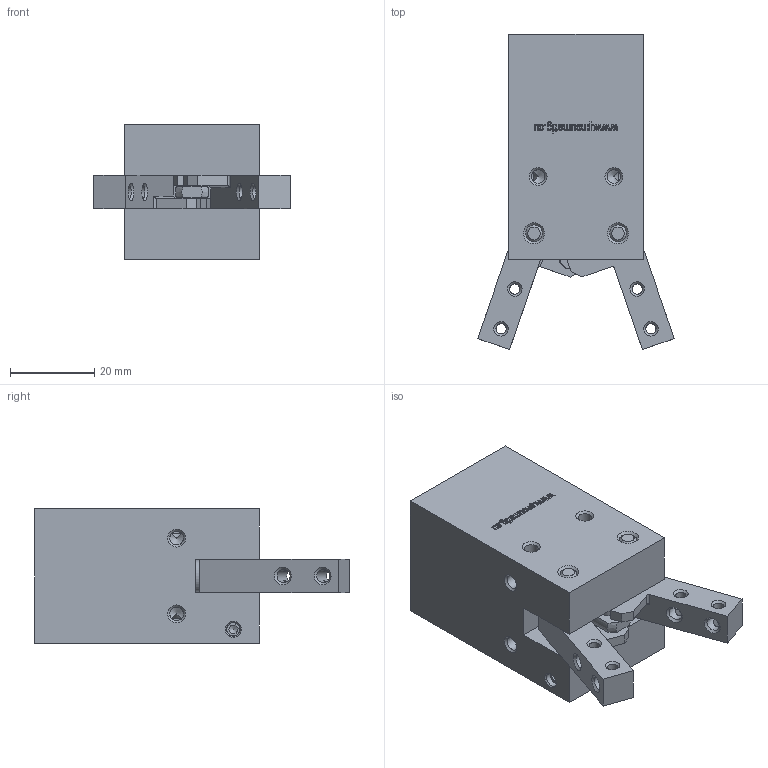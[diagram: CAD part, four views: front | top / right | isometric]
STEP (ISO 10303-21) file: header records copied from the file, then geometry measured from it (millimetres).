
FILE_DESCRIPTION(/* description */ (''),/* implementation_level */ '2;1');
FILE_NAME(/* name */ 'C-V-20-NA.stp',/* time_stamp */ '2017-02-17T09:59:36+01:00',/* author */ (''),/* organization */ (''),/* preprocessor_version */ 'ST-DEVELOPER v15.2',/* originating_system */ 'Autodesk Translator Framework v2.0.0.5431',/* authorisation */ '');
FILE_SCHEMA (('AUTOMOTIVE_DESIGN { 1 0 10303 214 3 1 1 }'));
Products named in the file (1): (Unsaved)
Bounding box: 46.74 x 74.91 x 32 mm (x, y, z)
Volume: 49006.5 mm3; surface area: 19487.2 mm2
Topology: 1 solids, 10 shells, 1426 faces, 3911 edges, 2549 vertices
Faces by surface type: bspline 765, plane 461, cylinder 94, cone 93, torus 13
Full cylindrical faces by diameter (mm): 1 x2, 2 x2, 2.459 x8, 3.242 x17, 4 x10, 4.134 x2, 5.2 x1, 6 x2, 7.5 x1, 7.8 x1, 8 x2, 8.1 x2, 12 x3, 13 x1, 17.5 x1, 19 x1, 19.8 x2, 20 x1, 20.8 x1, 21.8 x1, 22 x1, 23.5 x3, 24 x1, 25.1 x1
Entity records: 51404 total; most frequent: CARTESIAN_POINT 21462, ORIENTED_EDGE 7412, EDGE_CURVE 3686, DIRECTION 3663, VERTEX_POINT 2485, LINE 1815, VECTOR 1815, EDGE_LOOP 1699
